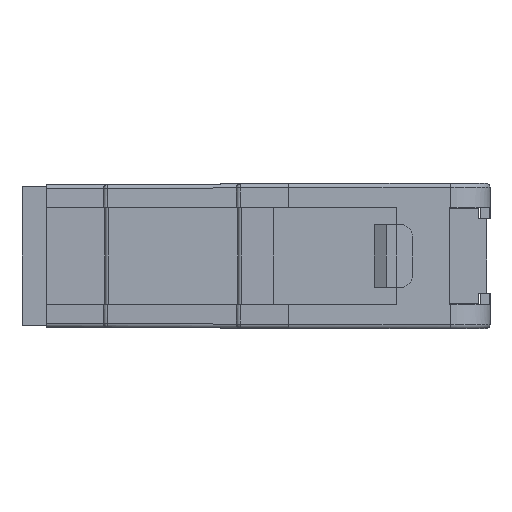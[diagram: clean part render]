
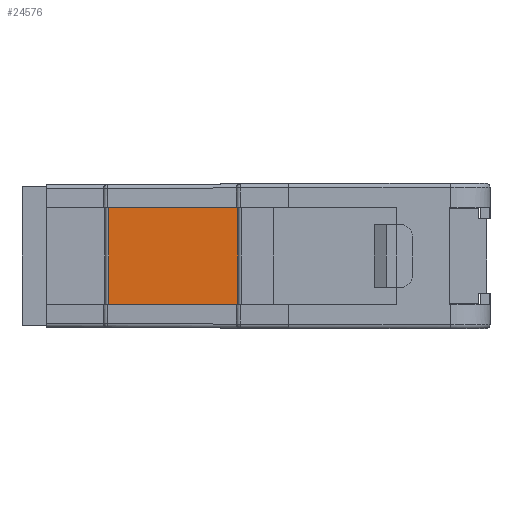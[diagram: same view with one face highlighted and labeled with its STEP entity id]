
A CAD part, left-side view. The second image highlights one B-rep face of the part: STEP entity #24576.
In plain terms, the highlighted planar face has unit normal (-1, 0, 0).
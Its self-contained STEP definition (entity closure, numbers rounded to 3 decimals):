
#243 = ORIENTED_EDGE ( 'NONE', *, *, #17660, .F. ) ;
#1532 = VERTEX_POINT ( 'NONE', #19128 ) ;
#2082 = CARTESIAN_POINT ( 'NONE',  ( -30.806, 19.693, -109.824 ) ) ;
#3180 = DIRECTION ( 'NONE',  ( 0., 1., 0. ) ) ;
#3353 = VECTOR ( 'NONE', #20023, 1000. ) ;
#4473 = VECTOR ( 'NONE', #3180, 1000. ) ;
#4821 = LINE ( 'NONE', #8685, #26289 ) ;
#4839 = CARTESIAN_POINT ( 'NONE',  ( -30.806, 35.695, -109.824 ) ) ;
#5197 = LINE ( 'NONE', #2082, #21694 ) ;
#5244 = ORIENTED_EDGE ( 'NONE', *, *, #12489, .T. ) ;
#5391 = DIRECTION ( 'NONE',  ( 1., 0., 0. ) ) ;
#6974 = FACE_OUTER_BOUND ( 'NONE', #7140, .T. ) ;
#7140 = EDGE_LOOP ( 'NONE', ( #243, #20593, #27374, #5244 ) ) ;
#7344 = CARTESIAN_POINT ( 'NONE',  ( -30.806, 35.695, -109.824 ) ) ;
#7618 = DIRECTION ( 'NONE',  ( 0., 1., 0. ) ) ;
#7901 = CARTESIAN_POINT ( 'NONE',  ( -30.806, 35.695, -15. ) ) ;
#8685 = CARTESIAN_POINT ( 'NONE',  ( -30.806, 35.695, -15. ) ) ;
#9525 = VERTEX_POINT ( 'NONE', #25978 ) ;
#10053 = LINE ( 'NONE', #13563, #4473 ) ;
#10229 = LINE ( 'NONE', #4839, #3353 ) ;
#10870 = DIRECTION ( 'NONE',  ( 0., 1., 0. ) ) ;
#12276 = EDGE_CURVE ( 'NONE', #21827, #24115, #4821, .T. ) ;
#12489 = EDGE_CURVE ( 'NONE', #9525, #1532, #10053, .T. ) ;
#13563 = CARTESIAN_POINT ( 'NONE',  ( -30.806, 35.695, -3. ) ) ;
#17428 = PLANE ( 'NONE',  #25495 ) ;
#17660 = EDGE_CURVE ( 'NONE', #24115, #1532, #10229, .T. ) ;
#17662 = CARTESIAN_POINT ( 'NONE',  ( -30.806, 19.693, -15. ) ) ;
#19128 = CARTESIAN_POINT ( 'NONE',  ( -30.806, 35.695, -3. ) ) ;
#19697 = EDGE_CURVE ( 'NONE', #21827, #9525, #5197, .T. ) ;
#20023 = DIRECTION ( 'NONE',  ( 0., 0., 1. ) ) ;
#20593 = ORIENTED_EDGE ( 'NONE', *, *, #12276, .F. ) ;
#21694 = VECTOR ( 'NONE', #23283, 1000. ) ;
#21827 = VERTEX_POINT ( 'NONE', #17662 ) ;
#23283 = DIRECTION ( 'NONE',  ( 0., 0., 1. ) ) ;
#24115 = VERTEX_POINT ( 'NONE', #7901 ) ;
#24576 = ADVANCED_FACE ( 'NONE', ( #6974 ), #17428, .F. ) ;
#25495 = AXIS2_PLACEMENT_3D ( 'NONE', #7344, #5391, #7618 ) ;
#25978 = CARTESIAN_POINT ( 'NONE',  ( -30.806, 19.693, -3. ) ) ;
#26289 = VECTOR ( 'NONE', #10870, 1000. ) ;
#27374 = ORIENTED_EDGE ( 'NONE', *, *, #19697, .T. ) ;
